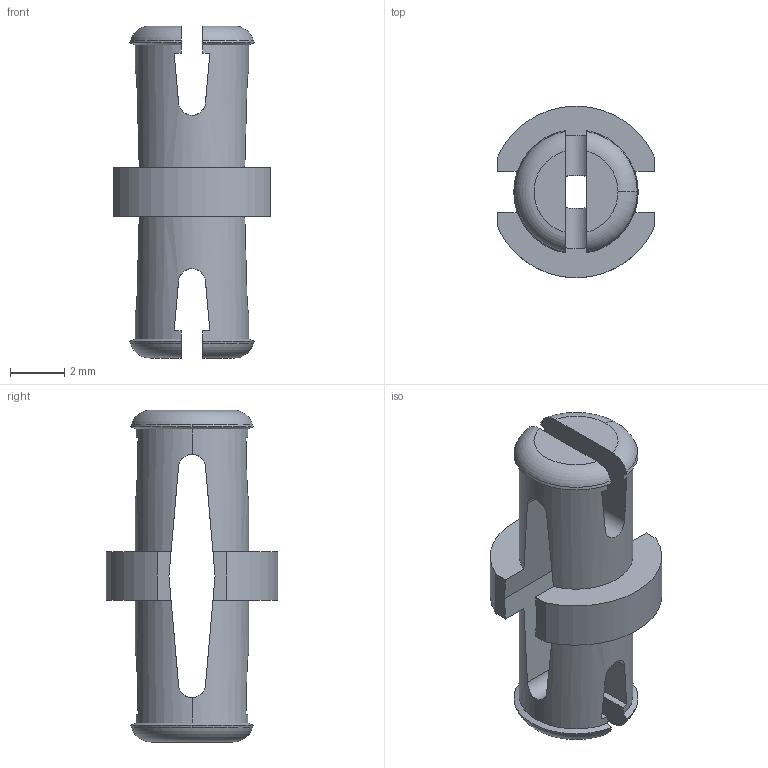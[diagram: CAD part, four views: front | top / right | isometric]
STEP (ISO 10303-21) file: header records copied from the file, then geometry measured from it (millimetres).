
FILE_DESCRIPTION (( 'STEP AP203' ), '1' );
FILE_NAME ('228-2500-060.step', '2022-06-06T18:52:24', ( '' ), ( '' ), 'SwSTEP 2.0', 'SolidWorks 2021', '' );
FILE_SCHEMA (( 'CONFIG_CONTROL_DESIGN' ));
Length unit declared in the file: millimetre
Products named in the file (1): 228-2500-060
Bounding box: 5.8 x 6.35 x 12.28 mm (x, y, z)
Volume: 123.7 mm3; surface area: 318.1 mm2
Topology: 1 solids, 1 shells, 60 faces, 190 edges, 126 vertices
Faces by surface type: plane 28, cylinder 14, cone 12, torus 6
Entity records: 2287 total; most frequent: CARTESIAN_POINT 613, ORIENTED_EDGE 380, DIRECTION 300, EDGE_CURVE 190, VERTEX_POINT 126, AXIS2_PLACEMENT_3D 109, VECTOR 82, LINE 82
